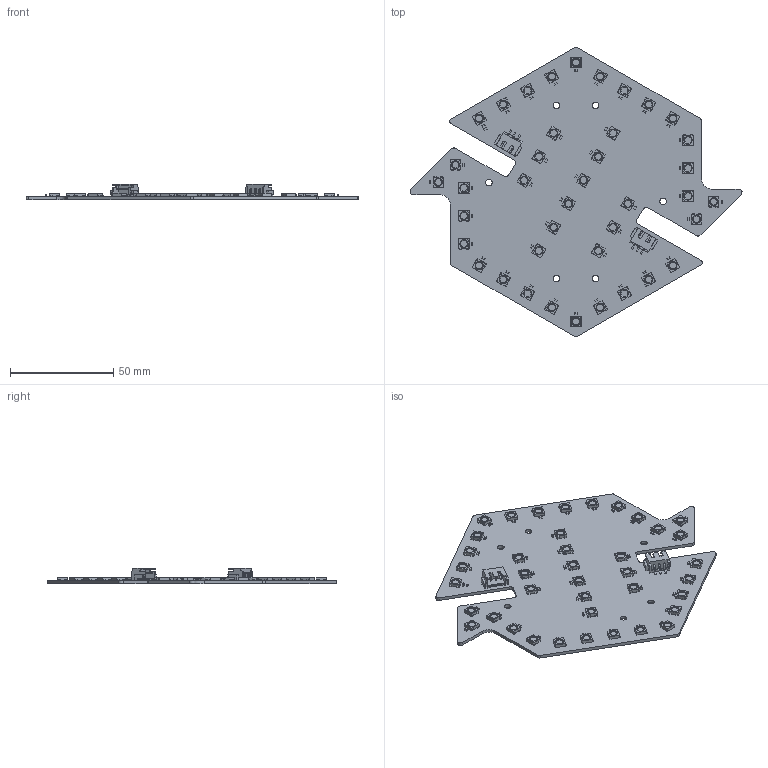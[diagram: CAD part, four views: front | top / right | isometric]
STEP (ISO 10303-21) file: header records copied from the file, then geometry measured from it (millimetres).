
FILE_DESCRIPTION(('KiCad electronic assembly'),'2;1');
FILE_NAME('THLED.step','2025-03-03T11:06:33',('Pcbnew'),('Kicad'), 'Open CASCADE STEP processor 7.8','KiCad to STEP converter','Unknown' );
FILE_SCHEMA(('AUTOMOTIVE_DESIGN { 1 0 10303 214 1 1 1 1 }'));
Length unit declared in the file: millimetre
Products named in the file (6): THLED 1; LED_SK6812_PLCC4_5.0x5.0mm_P3.2mm; C_0603_1608Metric; S3B-XH-SM4-TB; R_0603_1608Metric; TH_LEDS_PCB
Assembly tree (84 placements, depth 2):
  THLED 1
    LED_SK6812_PLCC4_5.0x5.0mm_P3.2mm  x40
    C_0603_1608Metric  x40
    S3B-XH-SM4-TB  x2
    R_0603_1608Metric
    TH_LEDS_PCB
Bounding box: 160.8 x 140.21 x 7.59 mm (x, y, z)
Volume: 21099.1 mm3; surface area: 31367.4 mm2
Topology: 88 solids, 88 shells, 4292 faces, 12150 edges, 7982 vertices
Faces by surface type: plane 2818, cylinder 1434, cone 40
Full cylindrical faces by diameter (mm): 3.2 x6, 3.333 x40
Entity records: 14189 total; most frequent: CARTESIAN_POINT 2050, DIRECTION 2045, ORIENTED_EDGE 1958, EDGE_CURVE 979, LINE 793, VECTOR 793, VERTEX_POINT 631, AXIS2_PLACEMENT_3D 626
